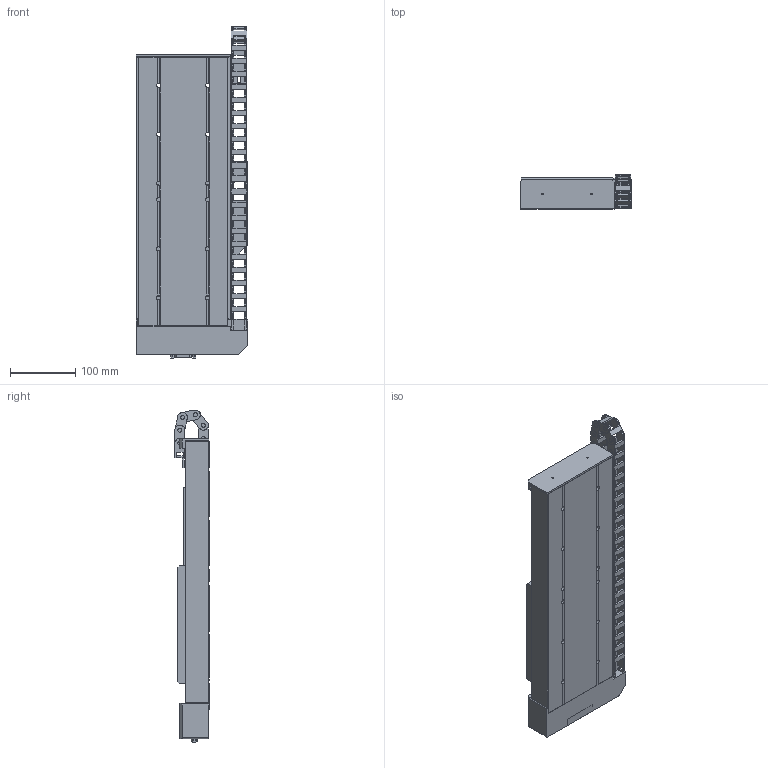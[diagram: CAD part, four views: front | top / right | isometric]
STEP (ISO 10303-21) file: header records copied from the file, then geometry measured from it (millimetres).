
FILE_DESCRIPTION (( 'STEP AP203' ), '1' );
FILE_NAME ('LDQ0150C-AE53T10A.step', '2023-10-06T19:20:05', ( '' ), ( '' ), 'SwSTEP 2.0', 'SolidWorks 2019', '' );
FILE_SCHEMA (( 'CONFIG_CONTROL_DESIGN' ));
Length unit declared in the file: millimetre
Products named in the file (7): LDQ_cable_end^LDQ_cable_LDQ_bore; LDQ_carriage^LDQ; LDQ0150C-AE53T10A; LDQ_cable_link^LDQ_cable_LDQ; LDQ_base^LDQ_LDQ0150-T10A; LDQ_cable^LDQ_LDQ0150; LDQ_cable_end^LDQ_cable_LDQ_pin
Assembly tree (30 placements, depth 3):
  LDQ0150C-AE53T10A
    LDQ_base^LDQ_LDQ0150-T10A
    LDQ_carriage^LDQ
    LDQ_cable^LDQ_LDQ0150
      LDQ_cable_end^LDQ_cable_LDQ_bore
      LDQ_cable_end^LDQ_cable_LDQ_pin
      LDQ_cable_link^LDQ_cable_LDQ  x25
Bounding box: 171 x 52.3 x 507.99 mm (x, y, z)
Volume: 2046388.5 mm3; surface area: 580472.5 mm2
Topology: 85 solids, 85 shells, 2451 faces, 6295 edges, 4156 vertices
Faces by surface type: plane 1469, cylinder 974, cone 8
Entity records: 40478 total; most frequent: CARTESIAN_POINT 6892, DIRECTION 6773, ORIENTED_EDGE 6430, EDGE_CURVE 3215, LINE 2315, VECTOR 2315, AXIS2_PLACEMENT_3D 2229, VERTEX_POINT 2140
